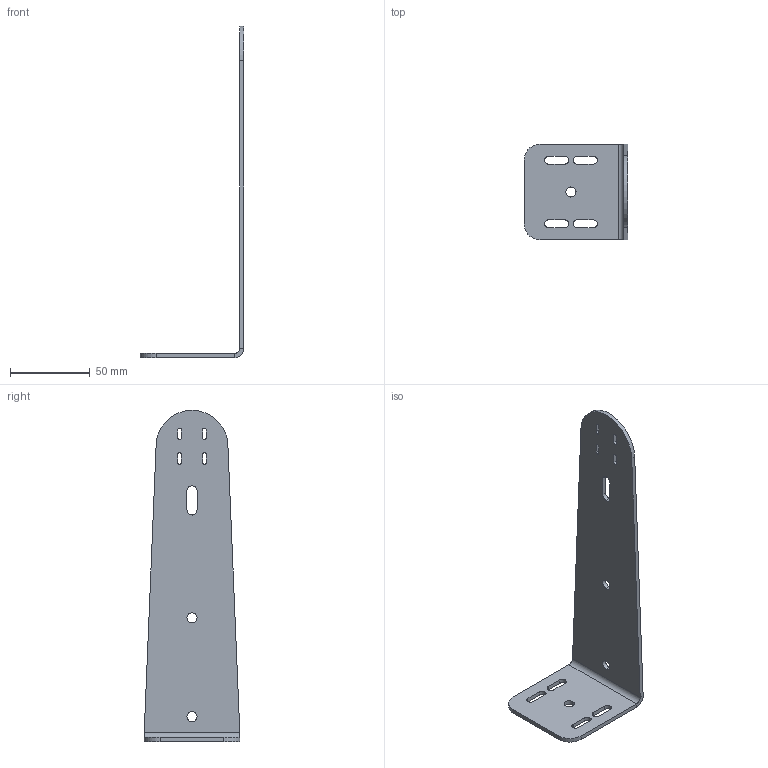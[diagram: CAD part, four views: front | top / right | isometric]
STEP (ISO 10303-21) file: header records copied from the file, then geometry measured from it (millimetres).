
FILE_DESCRIPTION (( 'STEP AP203' ), '1' );
FILE_NAME ('OUTER ENCODER MOUNT- Q300M.STEP', '2023-06-05T17:47:16', ( '' ), ( '' ), 'SwSTEP 2.0', 'SolidWorks 2020', '' );
FILE_SCHEMA (( 'CONFIG_CONTROL_DESIGN' ));
Length unit declared in the file: millimetre
Products named in the file (1): OUTER ENCODER MOUNT- Q300M
Bounding box: 65 x 60 x 207.81 mm (x, y, z)
Volume: 36152.6 mm3; surface area: 29684 mm2
Topology: 1 solids, 1 shells, 67 faces, 187 edges, 122 vertices
Faces by surface type: cylinder 38, plane 27, bspline 2
Entity records: 2394 total; most frequent: CARTESIAN_POINT 491, DIRECTION 387, ORIENTED_EDGE 374, EDGE_CURVE 187, AXIS2_PLACEMENT_3D 138, VERTEX_POINT 122, LINE 111, VECTOR 111
